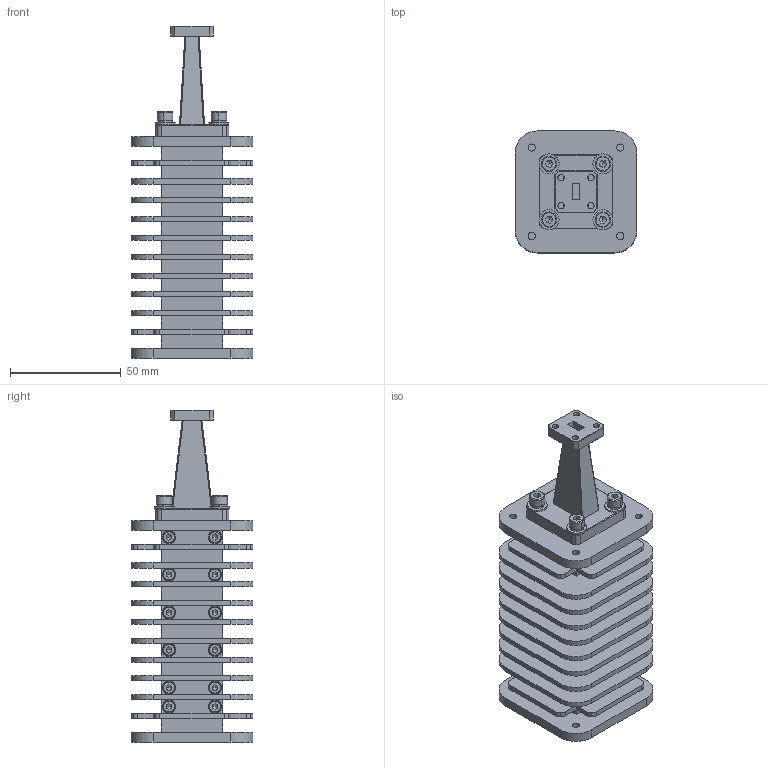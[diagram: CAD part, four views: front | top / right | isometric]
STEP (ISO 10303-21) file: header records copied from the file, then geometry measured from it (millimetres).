
FILE_DESCRIPTION (( 'STEP AP203' ), '1' );
FILE_NAME ('SWL-2850-S8.STEP', '2021-05-11T01:06:43', ( '' ), ( '' ), 'SwSTEP 2.0', 'SolidWorks 2021', '' );
FILE_SCHEMA (( 'CONFIG_CONTROL_DESIGN' ));
Length unit declared in the file: inch
Products named in the file (1): SWL-2850-S8
Bounding box: 55 x 55 x 150.03 mm (x, y, z)
Volume: 156193.8 mm3; surface area: 75258.4 mm2
Topology: 1 solids, 13 shells, 728 faces, 1900 edges, 1224 vertices
Faces by surface type: plane 356, cylinder 272, torus 64, cone 36
Entity records: 22303 total; most frequent: CARTESIAN_POINT 4197, DIRECTION 3902, ORIENTED_EDGE 3736, EDGE_CURVE 1868, AXIS2_PLACEMENT_3D 1473, VERTEX_POINT 1224, LINE 956, VECTOR 956
